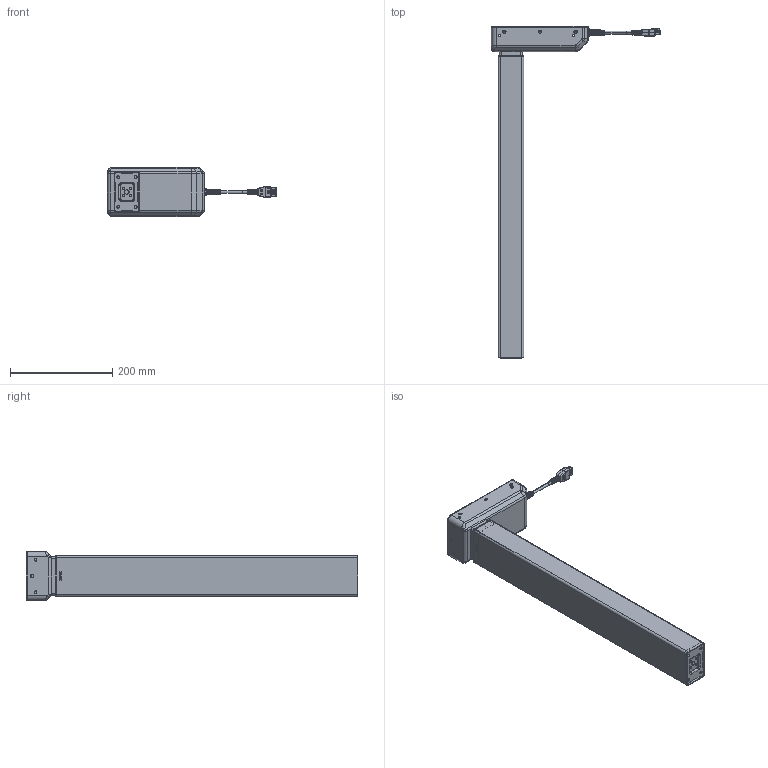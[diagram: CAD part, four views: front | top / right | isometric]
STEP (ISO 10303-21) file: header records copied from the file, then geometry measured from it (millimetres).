
FILE_DESCRIPTION (( 'STEP AP214' ), '1' );
FILE_NAME ('DD05.2.STEP', '2021-01-15T20:58:02', ( '' ), ( '' ), 'SwSTEP 2.0', 'SolidWorks 2020', '' );
FILE_SCHEMA (( 'AUTOMOTIVE_DESIGN' ));
Length unit declared in the file: millimetre
Products named in the file (4): DD05.2P01.prt; DD05.2.prt; DD05.2; DD05.2P02.prt
Assembly tree (3 placements, depth 3):
  DD05.2
    DD05.2.prt
      DD05.2P02.prt
      DD05.2P01.prt
Bounding box: 331.1 x 650 x 96 mm (x, y, z)
Volume: 597484.9 mm3; surface area: 730224.2 mm2
Topology: 7 solids, 12 shells, 2511 faces, 6521 edges, 4152 vertices
Faces by surface type: plane 1669, cylinder 419, cone 199, bspline 174, torus 42, sphere 8
Entity records: 81980 total; most frequent: CARTESIAN_POINT 20616, ORIENTED_EDGE 13026, DIRECTION 12144, EDGE_CURVE 6513, LINE 4638, VECTOR 4638, VERTEX_POINT 4152, AXIS2_PLACEMENT_3D 3753
